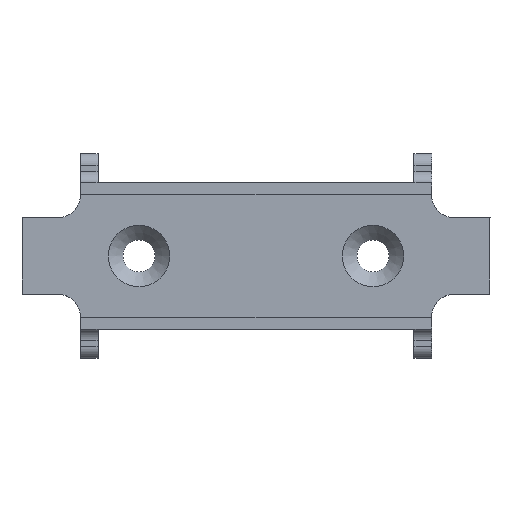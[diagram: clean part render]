
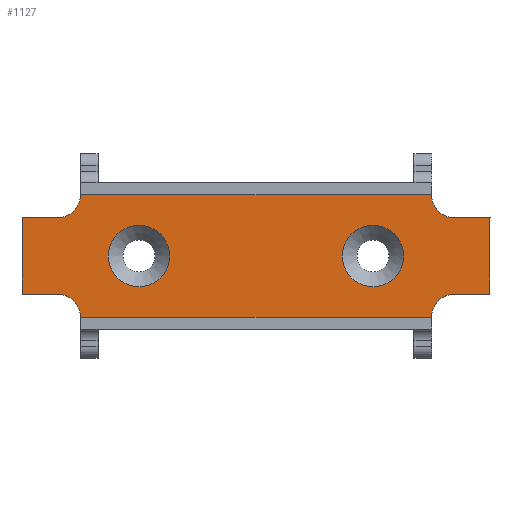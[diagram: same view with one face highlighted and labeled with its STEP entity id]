
A CAD part, top view. The second image highlights one B-rep face of the part: STEP entity #1127.
In plain terms, the highlighted planar face has unit normal (0, 0, 1).
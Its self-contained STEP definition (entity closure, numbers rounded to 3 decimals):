
#19=FACE_BOUND('',#148,.T.);
#20=FACE_BOUND('',#149,.T.);
#34=PLANE('',#1228);
#85=FACE_OUTER_BOUND('',#147,.T.);
#147=EDGE_LOOP('',(#891,#892,#893,#894,#895,#896,#897,#898,#899,#900,#901,
#902));
#148=EDGE_LOOP('',(#903));
#149=EDGE_LOOP('',(#904));
#191=LINE('',#1614,#321);
#196=LINE('',#1629,#326);
#199=LINE('',#1637,#329);
#204=LINE('',#1652,#334);
#264=LINE('',#1810,#394);
#265=LINE('',#1811,#395);
#266=LINE('',#1812,#396);
#267=LINE('',#1813,#397);
#321=VECTOR('',#1289,10.);
#326=VECTOR('',#1302,10.);
#329=VECTOR('',#1307,10.);
#334=VECTOR('',#1320,10.);
#394=VECTOR('',#1454,10.);
#395=VECTOR('',#1455,10.);
#396=VECTOR('',#1456,10.);
#397=VECTOR('',#1457,10.);
#448=CIRCLE('',#1181,4.);
#450=CIRCLE('',#1185,4.);
#452=CIRCLE('',#1190,4.);
#454=CIRCLE('',#1194,4.);
#473=CIRCLE('',#1227,5.25);
#474=CIRCLE('',#1229,5.25);
#485=VERTEX_POINT('',#1604);
#486=VERTEX_POINT('',#1606);
#488=VERTEX_POINT('',#1612);
#491=VERTEX_POINT('',#1619);
#492=VERTEX_POINT('',#1621);
#494=VERTEX_POINT('',#1627);
#497=VERTEX_POINT('',#1634);
#498=VERTEX_POINT('',#1636);
#500=VERTEX_POINT('',#1642);
#503=VERTEX_POINT('',#1649);
#504=VERTEX_POINT('',#1651);
#506=VERTEX_POINT('',#1657);
#565=VERTEX_POINT('',#1806);
#566=VERTEX_POINT('',#1814);
#593=EDGE_CURVE('',#486,#485,#448,.T.);
#597=EDGE_CURVE('',#485,#488,#191,.T.);
#600=EDGE_CURVE('',#492,#491,#450,.T.);
#604=EDGE_CURVE('',#491,#494,#196,.T.);
#607=EDGE_CURVE('',#498,#497,#199,.T.);
#611=EDGE_CURVE('',#497,#500,#452,.T.);
#614=EDGE_CURVE('',#504,#503,#204,.T.);
#618=EDGE_CURVE('',#503,#506,#454,.T.);
#693=EDGE_CURVE('',#565,#565,#473,.T.);
#695=EDGE_CURVE('',#488,#498,#264,.T.);
#696=EDGE_CURVE('',#500,#492,#265,.T.);
#697=EDGE_CURVE('',#494,#504,#266,.T.);
#698=EDGE_CURVE('',#506,#486,#267,.T.);
#699=EDGE_CURVE('',#566,#566,#474,.T.);
#891=ORIENTED_EDGE('',*,*,#597,.T.);
#892=ORIENTED_EDGE('',*,*,#695,.T.);
#893=ORIENTED_EDGE('',*,*,#607,.T.);
#894=ORIENTED_EDGE('',*,*,#611,.T.);
#895=ORIENTED_EDGE('',*,*,#696,.T.);
#896=ORIENTED_EDGE('',*,*,#600,.T.);
#897=ORIENTED_EDGE('',*,*,#604,.T.);
#898=ORIENTED_EDGE('',*,*,#697,.T.);
#899=ORIENTED_EDGE('',*,*,#614,.T.);
#900=ORIENTED_EDGE('',*,*,#618,.T.);
#901=ORIENTED_EDGE('',*,*,#698,.T.);
#902=ORIENTED_EDGE('',*,*,#593,.T.);
#903=ORIENTED_EDGE('',*,*,#699,.F.);
#904=ORIENTED_EDGE('',*,*,#693,.F.);
#1127=ADVANCED_FACE('',(#85,#19,#20),#34,.T.);
#1181=AXIS2_PLACEMENT_3D('',#1607,#1282,#1283);
#1185=AXIS2_PLACEMENT_3D('',#1622,#1295,#1296);
#1190=AXIS2_PLACEMENT_3D('',#1644,#1314,#1315);
#1194=AXIS2_PLACEMENT_3D('',#1659,#1327,#1328);
#1227=AXIS2_PLACEMENT_3D('',#1807,#1449,#1450);
#1228=AXIS2_PLACEMENT_3D('',#1809,#1452,#1453);
#1229=AXIS2_PLACEMENT_3D('',#1815,#1458,#1459);
#1282=DIRECTION('center_axis',(0.,0.,-1.));
#1283=DIRECTION('ref_axis',(0.,1.,0.));
#1289=DIRECTION('',(1.,0.,0.));
#1295=DIRECTION('center_axis',(0.,0.,-1.));
#1296=DIRECTION('ref_axis',(0.,-1.,0.));
#1302=DIRECTION('',(-1.,0.,0.));
#1307=DIRECTION('',(-1.,0.,0.));
#1314=DIRECTION('center_axis',(0.,0.,-1.));
#1315=DIRECTION('ref_axis',(-1.,0.,0.));
#1320=DIRECTION('',(1.,0.,0.));
#1327=DIRECTION('center_axis',(0.,0.,-1.));
#1328=DIRECTION('ref_axis',(1.,0.,0.));
#1449=DIRECTION('center_axis',(0.,0.,1.));
#1450=DIRECTION('ref_axis',(1.,0.,0.));
#1452=DIRECTION('center_axis',(0.,0.,1.));
#1453=DIRECTION('ref_axis',(1.,0.,0.));
#1454=DIRECTION('',(0.,1.,0.));
#1455=DIRECTION('',(-1.,0.,0.));
#1456=DIRECTION('',(0.,-1.,0.));
#1457=DIRECTION('',(1.,0.,0.));
#1458=DIRECTION('center_axis',(0.,0.,1.));
#1459=DIRECTION('ref_axis',(1.,0.,0.));
#1604=CARTESIAN_POINT('',(74.,6.,2.5));
#1606=CARTESIAN_POINT('',(70.,2.,2.5));
#1607=CARTESIAN_POINT('Origin',(74.,2.,2.5));
#1612=CARTESIAN_POINT('',(80.,6.,2.5));
#1614=CARTESIAN_POINT('',(57.,6.,2.5));
#1619=CARTESIAN_POINT('',(6.,19.,2.5));
#1621=CARTESIAN_POINT('',(10.,23.,2.5));
#1622=CARTESIAN_POINT('Origin',(6.,23.,2.5));
#1627=CARTESIAN_POINT('',(0.,19.,2.5));
#1629=CARTESIAN_POINT('',(23.,19.,2.5));
#1634=CARTESIAN_POINT('',(74.,19.,2.5));
#1636=CARTESIAN_POINT('',(80.,19.,2.5));
#1637=CARTESIAN_POINT('',(60.,19.,2.5));
#1642=CARTESIAN_POINT('',(70.,23.,2.5));
#1644=CARTESIAN_POINT('Origin',(74.,23.,2.5));
#1649=CARTESIAN_POINT('',(6.,6.,2.5));
#1651=CARTESIAN_POINT('',(0.,6.,2.5));
#1652=CARTESIAN_POINT('',(20.,6.,2.5));
#1657=CARTESIAN_POINT('',(10.,2.,2.5));
#1659=CARTESIAN_POINT('Origin',(6.,2.,2.5));
#1806=CARTESIAN_POINT('',(14.75,12.5,2.5));
#1807=CARTESIAN_POINT('Origin',(20.,12.5,2.5));
#1809=CARTESIAN_POINT('Origin',(40.,12.5,2.5));
#1810=CARTESIAN_POINT('',(80.,23.,2.5));
#1811=CARTESIAN_POINT('',(70.,23.,2.5));
#1812=CARTESIAN_POINT('',(0.,23.,2.5));
#1813=CARTESIAN_POINT('',(0.,2.,2.5));
#1814=CARTESIAN_POINT('',(54.75,12.5,2.5));
#1815=CARTESIAN_POINT('Origin',(60.,12.5,2.5));
